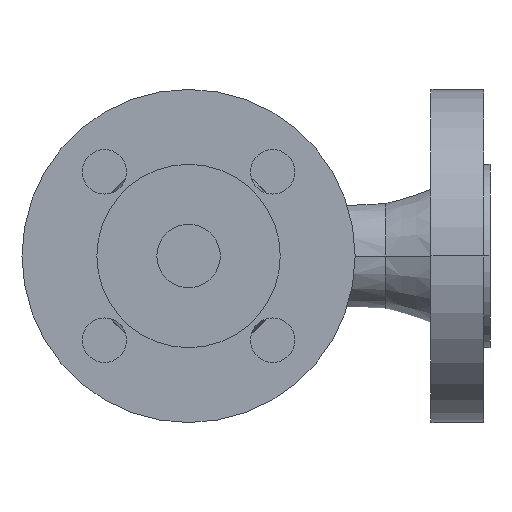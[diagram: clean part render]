
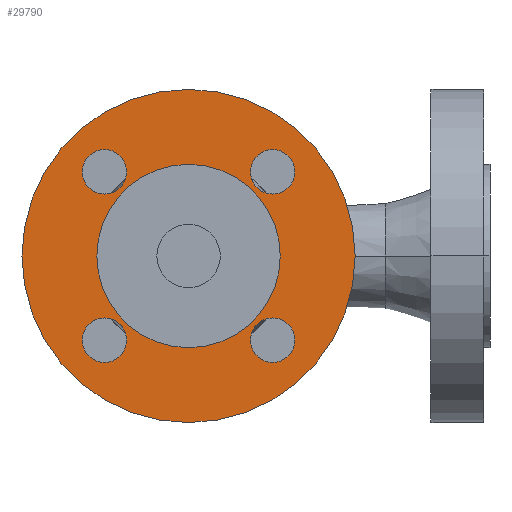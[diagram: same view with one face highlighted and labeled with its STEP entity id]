
A CAD part, front view. The second image highlights one B-rep face of the part: STEP entity #29790.
In plain terms, the highlighted planar face has unit normal (0, -1, 0).
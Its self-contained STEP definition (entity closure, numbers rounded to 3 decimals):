
#1660=CARTESIAN_POINT('',(28.9,2.,0.));
#1670=VERTEX_POINT('',#1660);
#1830=CARTESIAN_POINT('',(-28.9,2.,0.))
;
#1840=VERTEX_POINT('',#1830);
#1870=CARTESIAN_POINT('',(0.,2.,0.));
#1880=DIRECTION('',(0.,-1.,-0.));
#1890=DIRECTION('',(-1.,0.,0.));
#1900=AXIS2_PLACEMENT_3D('',#1870,#1880,#1890);
#1910=CIRCLE('',#1900,28.9);
#1920=EDGE_CURVE('',#1670,#1840,#1910,.T.);
#2060=CARTESIAN_POINT('',(-52.5,2.,0.))
;
#2070=VERTEX_POINT('',#2060);
#2120=CARTESIAN_POINT('',(0.,2.,0.));
#2130=DIRECTION('',(0.,-1.,-0.));
#2140=DIRECTION('',(-1.,0.,0.));
#2150=AXIS2_PLACEMENT_3D('',#2120,#2130,#2140);
#2160=CIRCLE('',#2150,52.5);
#2170=CARTESIAN_POINT('',(52.5,2.,0.));
#2180=VERTEX_POINT('',#2170);
#2190=EDGE_CURVE('',#2070,#2180,#2160,.T.);
#12790=CARTESIAN_POINT('',(33.517,2.,-26.517));
#12800=VERTEX_POINT('',#12790);
#12960=CARTESIAN_POINT('',(19.517,2.,
-26.517));
#12970=VERTEX_POINT('',#12960);
#13000=CARTESIAN_POINT('',(26.517,2.,
-26.517));
#13010=DIRECTION('',(0.,1.,0.));
#13020=DIRECTION('',(1.,0.,0.));
#13030=AXIS2_PLACEMENT_3D('',#13000,#13010,#13020);
#13040=CIRCLE('',#13030,7.);
#13050=EDGE_CURVE('',#12970,#12800,#13040,.T.);
#13210=CARTESIAN_POINT('',(19.517,2.,
26.517));
#13220=VERTEX_POINT('',#13210);
#13380=CARTESIAN_POINT('',(33.517,2.,
26.517));
#13390=VERTEX_POINT('',#13380);
#13420=CARTESIAN_POINT('',(26.517,2.,
26.517));
#13430=DIRECTION('',(0.,1.,0.));
#13440=DIRECTION('',(1.,0.,0.));
#13450=AXIS2_PLACEMENT_3D('',#13420,#13430,#13440);
#13460=CIRCLE('',#13450,7.);
#13470=EDGE_CURVE('',#13390,#13220,#13460,.T.);
#13630=CARTESIAN_POINT('',(-33.517,2.,
26.517));
#13640=VERTEX_POINT('',#13630);
#13800=CARTESIAN_POINT('',(-19.517,2.,
26.517));
#13810=VERTEX_POINT('',#13800);
#13840=CARTESIAN_POINT('',(-26.517,2.,
26.517));
#13850=DIRECTION('',(0.,1.,0.));
#13860=DIRECTION('',(1.,0.,0.));
#13870=AXIS2_PLACEMENT_3D('',#13840,#13850,#13860);
#13880=CIRCLE('',#13870,7.);
#13890=EDGE_CURVE('',#13810,#13640,#13880,.T.);
#14050=CARTESIAN_POINT('',(-19.517,2.,-26.517));
#14060=VERTEX_POINT('',#14050);
#14090=CARTESIAN_POINT('',(-26.517,2.,
-26.517));
#14100=DIRECTION('',(0.,1.,0.));
#14110=DIRECTION('',(1.,0.,0.));
#14120=AXIS2_PLACEMENT_3D('',#14090,#14100,#14110);
#14130=CIRCLE('',#14120,7.);
#14140=CARTESIAN_POINT('',(-33.517,2.,
-26.517));
#14150=VERTEX_POINT('',#14140);
#14160=EDGE_CURVE('',#14060,#14150,#14130,.T.);
#29440=CARTESIAN_POINT('',(-40.7,2.,0.)
);
#29450=DIRECTION('',(0.,-1.,0.));
#29460=DIRECTION('',(-1.,0.,0.));
#29470=AXIS2_PLACEMENT_3D('',#29440,#29450,#29460);
#29480=PLANE('',#29470);
#29490=ORIENTED_EDGE('',*,*,#14160,.T.);
#29500=EDGE_CURVE('',#14150,#14060,#14130,.T.);
#29510=ORIENTED_EDGE('',*,*,#29500,.T.);
#29520=EDGE_LOOP('',(#29510,#29490));
#29530=FACE_BOUND('',#29520,.T.);
#29540=EDGE_CURVE('',#13640,#13810,#13880,.T.);
#29550=ORIENTED_EDGE('',*,*,#29540,.T.);
#29560=ORIENTED_EDGE('',*,*,#13890,.T.);
#29570=EDGE_LOOP('',(#29560,#29550));
#29580=FACE_BOUND('',#29570,.T.);
#29590=EDGE_CURVE('',#13220,#13390,#13460,.T.);
#29600=ORIENTED_EDGE('',*,*,#29590,.T.);
#29610=ORIENTED_EDGE('',*,*,#13470,.T.);
#29620=EDGE_LOOP('',(#29610,#29600));
#29630=FACE_BOUND('',#29620,.T.);
#29640=EDGE_CURVE('',#12800,#12970,#13040,.T.);
#29650=ORIENTED_EDGE('',*,*,#29640,.T.);
#29660=ORIENTED_EDGE('',*,*,#13050,.T.);
#29670=EDGE_LOOP('',(#29660,#29650));
#29680=FACE_BOUND('',#29670,.T.);
#29690=EDGE_CURVE('',#1840,#1670,#1910,.T.);
#29700=ORIENTED_EDGE('',*,*,#29690,.F.);
#29710=ORIENTED_EDGE('',*,*,#1920,.F.);
#29720=EDGE_LOOP('',(#29710,#29700));
#29730=FACE_BOUND('',#29720,.T.);
#29740=EDGE_CURVE('',#2180,#2070,#2160,.T.);
#29750=ORIENTED_EDGE('',*,*,#29740,.T.);
#29760=ORIENTED_EDGE('',*,*,#2190,.T.);
#29770=EDGE_LOOP('',(#29760,#29750));
#29780=FACE_OUTER_BOUND('',#29770,.T.);
#29790=ADVANCED_FACE('',(#29530,#29580,#29630,#29680,#29730,#29780),
#29480,.T.);
